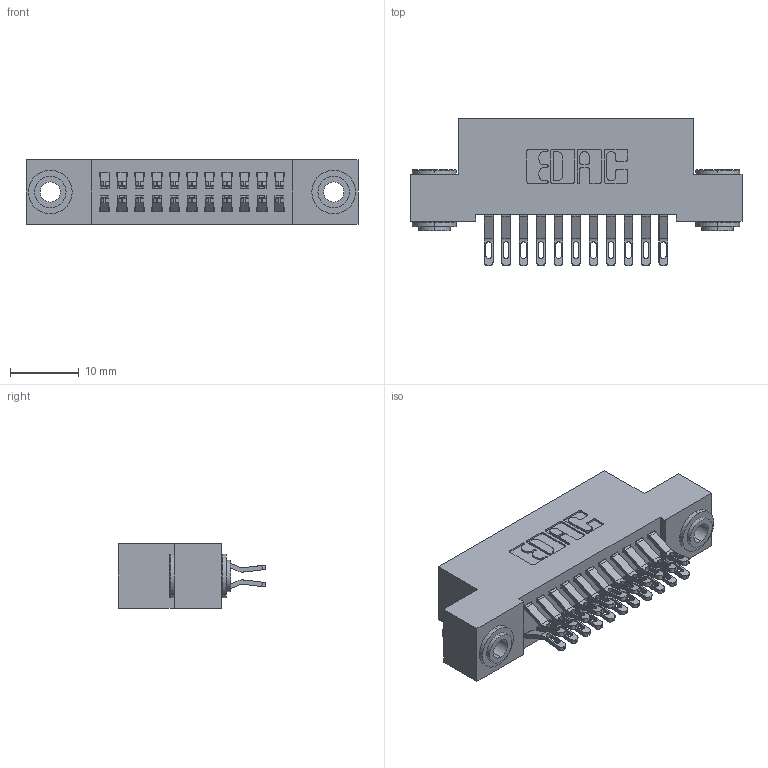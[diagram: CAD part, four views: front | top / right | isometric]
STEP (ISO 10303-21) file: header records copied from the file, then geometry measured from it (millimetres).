
FILE_DESCRIPTION (( 'STEP AP203' ), '1' );
FILE_NAME ('342-022-555-203.STEP', '2019-10-01T22:42:45', ( '' ), ( '' ), 'SwSTEP 2.0', 'SolidWorks 2016', '' );
FILE_SCHEMA (( 'CONFIG_CONTROL_DESIGN' ));
Length unit declared in the file: inch
Products named in the file (4): 342 Part_.156 TH; 345-292-001_555 Tail; 342-250-002_345-250-002-102; 342-022-555-203
Assembly tree (25 placements, depth 2):
  342-022-555-203
    342 Part_.156 TH
    345-292-001_555 Tail  x22
    342-250-002_345-250-002-102  x2
Bounding box: 48.26 x 21.47 x 9.4 mm (x, y, z)
Volume: 4273.4 mm3; surface area: 6619.1 mm2
Topology: 25 solids, 25 shells, 1424 faces, 4401 edges, 2930 vertices
Faces by surface type: plane 824, cylinder 592, cone 8
Entity records: 11930 total; most frequent: CARTESIAN_POINT 2023, ORIENTED_EDGE 1922, DIRECTION 1787, EDGE_CURVE 961, VECTOR 789, LINE 789, VERTEX_POINT 638, AXIS2_PLACEMENT_3D 499
